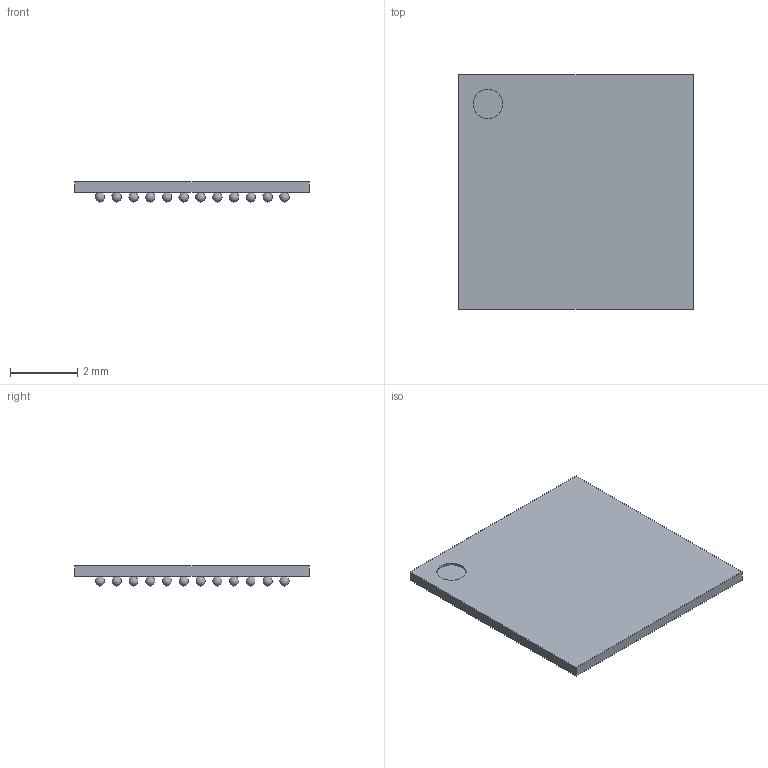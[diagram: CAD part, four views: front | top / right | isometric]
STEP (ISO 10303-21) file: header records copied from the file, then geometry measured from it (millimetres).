
FILE_DESCRIPTION(('FreeCAD Model'),'2;1');
FILE_NAME('15881883.4.1.stp','2024-07-29T06:24:54',( 'Author'),(''),'Open CASCADE STEP processor 6.9','FreeCAD','Unknown' );
FILE_SCHEMA(('AUTOMOTIVE_DESIGN { 1 0 10303 214 1 1 1 1 }'));
Length unit declared in the file: millimetre
Products named in the file (134): ASSEMBLY; A1; A2; A3; A4; A5; A6; A7; A8; A9; A10; A11; A12; B1; B2; B3; B4; B5; B6; B7; B8; B9; B10; B11; B12; C1; C2; C3; C4; C5; C6; C7; C8; C9; C10; C11; C12; D1; D2; D3 ...
Assembly tree (133 placements, depth 2):
  ASSEMBLY
    A1
    A2
    A3
    A4
    A5
    A6
    A7
    A8
    A9
    A10
    A11
    A12
    B1
    B2
    B3
    B4
    B5
    B6
    B7
    B8
    B9
    B10
    B11
    B12
    C1
    C2
    C3
    C4
    C5
    C6
    C7
    C8
    C9
    C10
    C11
    C12
    D1
    D2
    D3
    D4
    D5
    D6
    D7
    D8
    D9
    D10
    D11
    D12
    E1
    E2
    E3
    E4
    E9
    E10
    E11
    E12
    F1
    F2
    F3
Bounding box: 7 x 7 x 0.6 mm (x, y, z)
Volume: 16.8 mm3; surface area: 141.7 mm2
Topology: 133 solids, 133 shells, 140 faces, 411 edges, 274 vertices
Faces by surface type: sphere 132, plane 7, cylinder 1
Full cylindrical faces by diameter (mm): 0.875 x1
Entity records: 5716 total; most frequent: DIRECTION 595, CARTESIAN_POINT 461, AXIS2_PLACEMENT_3D 276, PRODUCT_DEFINITION_SHAPE 267, VERTEX_POINT 142, FACE_BOUND 141, ADVANCED_FACE 140, SHAPE_DEFINITION_REPRESENTATION 134
